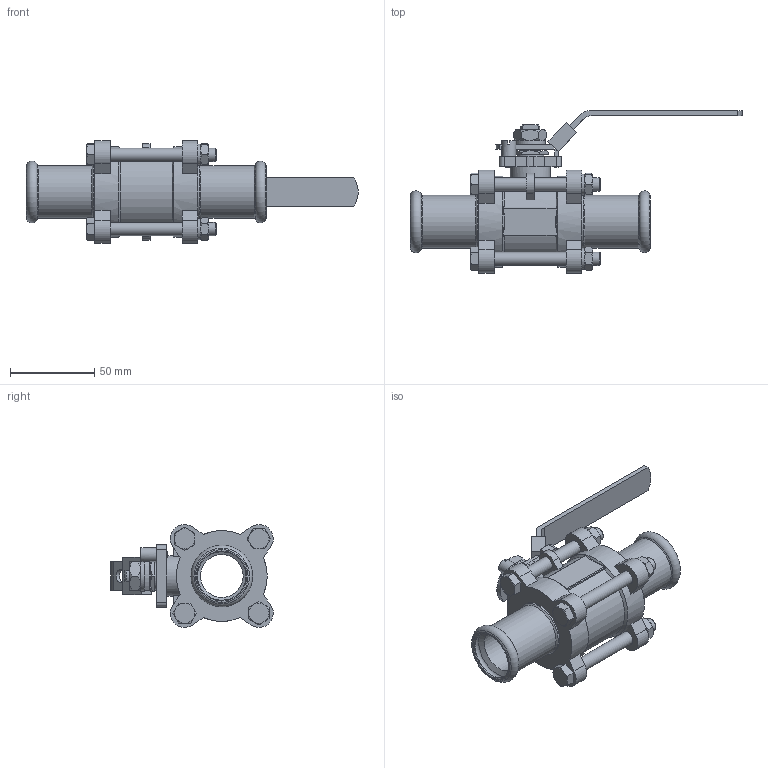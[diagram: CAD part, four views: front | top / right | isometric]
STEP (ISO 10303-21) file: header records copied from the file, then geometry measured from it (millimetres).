
FILE_DESCRIPTION(/* description */ ('Unknown'),/* implementation_level */ '2;1');
FILE_NAME(/* name */ 'P-641-DN25',/* time_stamp */ '2024-05-21T11:56:58+08:00',/* author */ ('Unknown'),/* organization */ ('Unknown'),/* preprocessor_version */ 'ST-DEVELOPER v16.7',/* originating_system */ 'DEX',/* authorisation */ $);
FILE_SCHEMA (('AUTOMOTIVE_DESIGN {1 0 10303 214 3 1 1}'));
Length unit declared in the file: millimetre
Products named in the file (2): P-641-DN25; V-3CSS DN25
Assembly tree (1 placements, depth 2):
  P-641-DN25
    V-3CSS DN25
Bounding box: 197.45 x 96.59 x 61.19 mm (x, y, z)
Volume: 177629.7 mm3; surface area: 62590.4 mm2
Topology: 1 solids, 1 shells, 411 faces, 1036 edges, 637 vertices
Faces by surface type: plane 200, cone 109, cylinder 78, bspline 16, torus 8
Full cylindrical faces by diameter (mm): 4.2 x3, 7.937 x8, 8 x1, 8.3 x1, 8.5 x10, 11.3 x1, 11.7 x1, 16.2 x1, 24 x1, 25.4 x1, 28.8 x2, 31.5 x2, 33.3 x2, 54 x2
Entity records: 12425 total; most frequent: CARTESIAN_POINT 3159, ORIENTED_EDGE 1900, DIRECTION 1826, EDGE_CURVE 950, AXIS2_PLACEMENT_3D 713, VERTEX_POINT 612, EDGE_LOOP 522, FACE_BOUND 522
